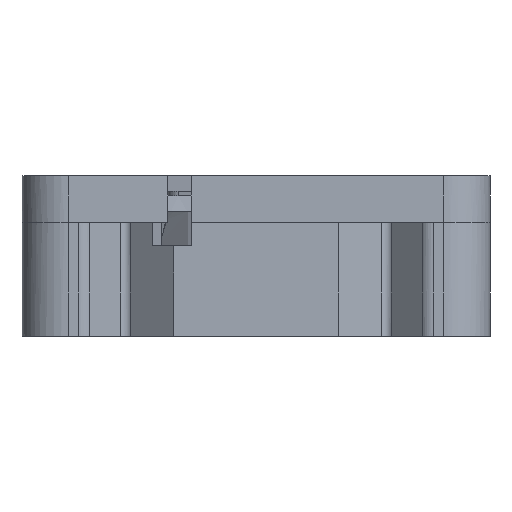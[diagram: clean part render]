
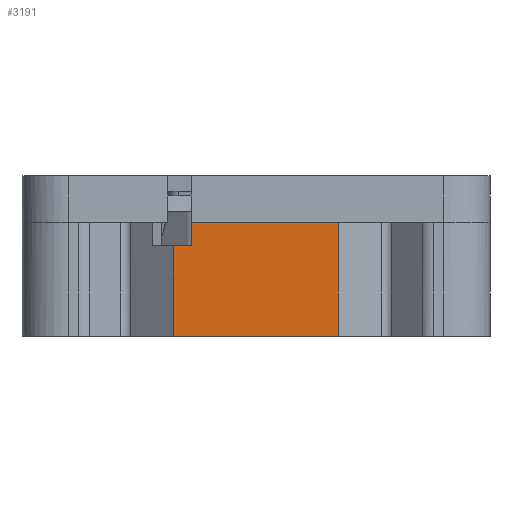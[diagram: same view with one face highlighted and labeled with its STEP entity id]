
A CAD part, left-side view. The second image highlights one B-rep face of the part: STEP entity #3191.
In plain terms, the highlighted free-form (B-spline) face has degree [1, 1] with [2, 2] control points.
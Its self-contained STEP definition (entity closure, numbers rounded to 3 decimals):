
#1721 = EDGE_CURVE('',#1722,#1724,#1726,.T.);
#1722 = VERTEX_POINT('',#1723);
#1723 = CARTESIAN_POINT('',(-17.774,4.926,
    -3.555));
#1724 = VERTEX_POINT('',#1725);
#1725 = CARTESIAN_POINT('',(-17.774,4.926,
    -5.332));
#1726 = B_SPLINE_CURVE_WITH_KNOTS('',1,(#1727,#1728),.UNSPECIFIED.,.F.,
  .F.,(2,2),(-0.75,0.75),.PIECEWISE_BEZIER_KNOTS.);
#1727 = CARTESIAN_POINT('',(-17.774,4.926,
    -3.555));
#1728 = CARTESIAN_POINT('',(-17.774,4.926,
    -5.332));
#1758 = VERTEX_POINT('',#1759);
#1759 = CARTESIAN_POINT('',(-17.774,6.236,-5.332
    ));
#1788 = VERTEX_POINT('',#1789);
#1789 = CARTESIAN_POINT('',(-17.774,6.236,-12.204
    ));
#1794 = EDGE_CURVE('',#1758,#1788,#1795,.T.);
#1795 = B_SPLINE_CURVE_WITH_KNOTS('',1,(#1796,#1797),.UNSPECIFIED.,.F.,
  .F.,(2,2),(-2.15,3.65),.PIECEWISE_BEZIER_KNOTS.);
#1796 = CARTESIAN_POINT('',(-17.774,6.236,-5.332
    ));
#1797 = CARTESIAN_POINT('',(-17.774,6.236,-12.204
    ));
#1871 = EDGE_CURVE('',#1724,#1758,#1872,.T.);
#1872 = B_SPLINE_CURVE_WITH_KNOTS('',1,(#1873,#1874),.UNSPECIFIED.,.F.,
  .F.,(2,2),(7.039,8.144),.PIECEWISE_BEZIER_KNOTS.);
#1873 = CARTESIAN_POINT('',(-17.774,4.926,
    -5.332));
#1874 = CARTESIAN_POINT('',(-17.774,6.236,-5.332
    ));
#1887 = EDGE_CURVE('',#1888,#1722,#1890,.T.);
#1888 = VERTEX_POINT('',#1889);
#1889 = CARTESIAN_POINT('',(-17.774,-6.236,
    -3.555));
#1890 = B_SPLINE_CURVE_WITH_KNOTS('',1,(#1891,#1892),.UNSPECIFIED.,.F.,
  .F.,(2,2),(9.737,19.157),.PIECEWISE_BEZIER_KNOTS.);
#1891 = CARTESIAN_POINT('',(-17.774,-6.236,
    -3.555));
#1892 = CARTESIAN_POINT('',(-17.774,4.926,
    -3.555));
#3175 = EDGE_CURVE('',#3176,#1888,#3178,.T.);
#3176 = VERTEX_POINT('',#3177);
#3177 = CARTESIAN_POINT('',(-17.774,-6.236,
    -12.204));
#3178 = B_SPLINE_CURVE_WITH_KNOTS('',1,(#3179,#3180),.UNSPECIFIED.,.F.,
  .F.,(2,2),(-3.65,3.65),.PIECEWISE_BEZIER_KNOTS.);
#3179 = CARTESIAN_POINT('',(-17.774,-6.236,
    -12.204));
#3180 = CARTESIAN_POINT('',(-17.774,-6.236,
    -3.555));
#3191 = ADVANCED_FACE('',(#3192),#3204,.T.);
#3192 = FACE_BOUND('',#3193,.T.);
#3193 = EDGE_LOOP('',(#3194,#3195,#3196,#3201,#3202,#3203));
#3194 = ORIENTED_EDGE('',*,*,#1871,.T.);
#3195 = ORIENTED_EDGE('',*,*,#1794,.T.);
#3196 = ORIENTED_EDGE('',*,*,#3197,.F.);
#3197 = EDGE_CURVE('',#3176,#1788,#3198,.T.);
#3198 = B_SPLINE_CURVE_WITH_KNOTS('',1,(#3199,#3200),.UNSPECIFIED.,.F.,
  .F.,(2,2),(9.737,20.263),.PIECEWISE_BEZIER_KNOTS.);
#3199 = CARTESIAN_POINT('',(-17.774,-6.236,
    -12.204));
#3200 = CARTESIAN_POINT('',(-17.774,6.236,-12.204
    ));
#3201 = ORIENTED_EDGE('',*,*,#3175,.T.);
#3202 = ORIENTED_EDGE('',*,*,#1887,.T.);
#3203 = ORIENTED_EDGE('',*,*,#1721,.T.);
#3204 = B_SPLINE_SURFACE_WITH_KNOTS('',1,1,(
    (#3205,#3206)
    ,(#3207,#3208
    )),.UNSPECIFIED.,.F.,.F.,.F.,(2,2),(2,2),(6.737,
    17.263),(0.,7.3),.PIECEWISE_BEZIER_KNOTS.);
#3205 = CARTESIAN_POINT('',(-17.774,-6.236,
    -3.555));
#3206 = CARTESIAN_POINT('',(-17.774,-6.236,
    -12.204));
#3207 = CARTESIAN_POINT('',(-17.774,6.236,-3.555
    ));
#3208 = CARTESIAN_POINT('',(-17.774,6.236,-12.204
    ));
